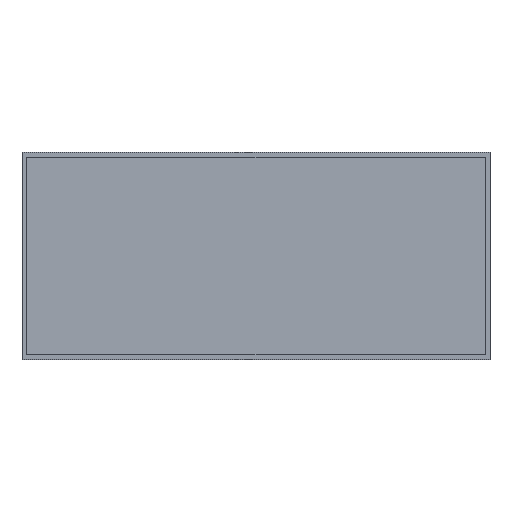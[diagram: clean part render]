
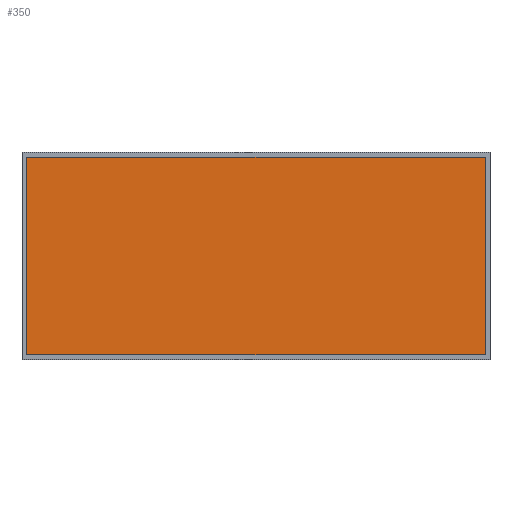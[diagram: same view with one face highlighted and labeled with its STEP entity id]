
A CAD part, top view. The second image highlights one B-rep face of the part: STEP entity #350.
In plain terms, the highlighted planar face has unit normal (0, 0, 1).
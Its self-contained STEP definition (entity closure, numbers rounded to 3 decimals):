
#38=FACE_OUTER_BOUND('',#58,.T.);
#58=EDGE_LOOP('',(#267,#268,#269,#270));
#88=LINE('',#488,#128);
#91=LINE('',#494,#131);
#93=LINE('',#497,#133);
#94=LINE('',#499,#134);
#128=VECTOR('',#409,10.);
#131=VECTOR('',#414,10.);
#133=VECTOR('',#418,10.);
#134=VECTOR('',#421,10.);
#163=VERTEX_POINT('',#485);
#164=VERTEX_POINT('',#487);
#165=VERTEX_POINT('',#491);
#166=VERTEX_POINT('',#493);
#200=EDGE_CURVE('',#163,#164,#88,.T.);
#203=EDGE_CURVE('',#165,#166,#91,.T.);
#205=EDGE_CURVE('',#164,#165,#93,.T.);
#206=EDGE_CURVE('',#166,#163,#94,.T.);
#267=ORIENTED_EDGE('',*,*,#200,.F.);
#268=ORIENTED_EDGE('',*,*,#206,.F.);
#269=ORIENTED_EDGE('',*,*,#203,.F.);
#270=ORIENTED_EDGE('',*,*,#205,.F.);
#335=PLANE('',#371);
#350=ADVANCED_FACE('',(#38),#335,.F.);
#371=AXIS2_PLACEMENT_3D('',#498,#419,#420);
#409=DIRECTION('',(1.,0.,0.));
#414=DIRECTION('',(-1.,0.,0.));
#418=DIRECTION('',(0.,-1.,0.));
#419=DIRECTION('center_axis',(0.,0.,-1.));
#420=DIRECTION('ref_axis',(-1.,0.,0.));
#421=DIRECTION('',(0.,1.,0.));
#485=CARTESIAN_POINT('',(23.125,-17.015,0.));
#487=CARTESIAN_POINT('',(220.287,-17.015,0.));
#488=CARTESIAN_POINT('',(171.997,-17.015,0.));
#491=CARTESIAN_POINT('',(220.287,-102.012,0.));
#493=CARTESIAN_POINT('',(23.125,-102.012,0.));
#494=CARTESIAN_POINT('',(71.416,-102.012,0.));
#497=CARTESIAN_POINT('',(220.287,-81.762,0.));
#498=CARTESIAN_POINT('Origin',(121.706,-59.513,0.));
#499=CARTESIAN_POINT('',(23.125,-37.264,0.));
